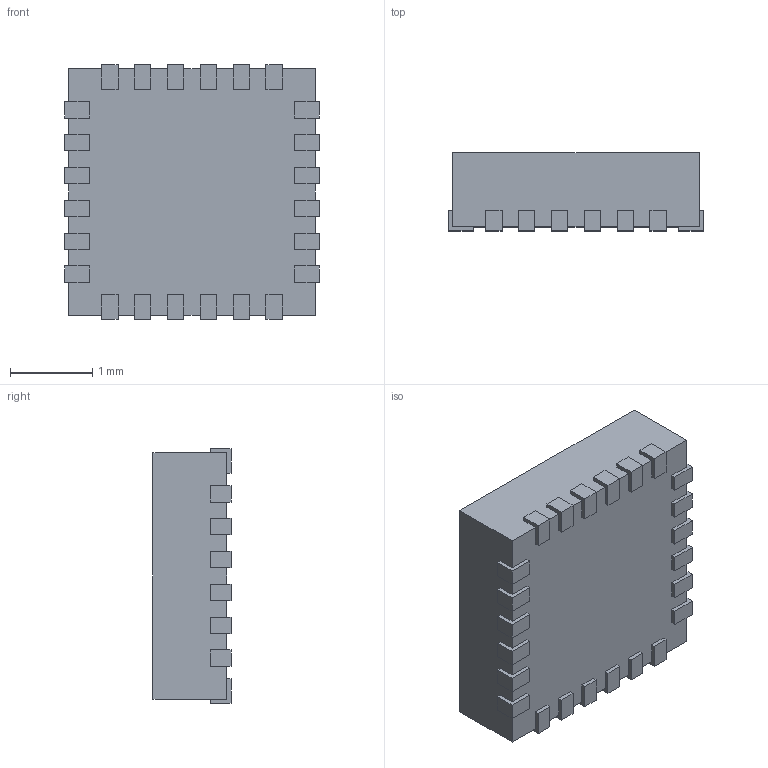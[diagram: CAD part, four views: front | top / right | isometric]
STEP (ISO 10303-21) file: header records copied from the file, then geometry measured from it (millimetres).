
FILE_DESCRIPTION (( 'STEP AP214' ), '1' );
FILE_NAME ( 'QFN24P40_300X300X95L30X20.STEP', '2017-09-02T21:09:08', ( '' ), ( '' ), 'Part was generated with the free Library Expert Lite available at www.PCBLibraries.com. Removing line will violate the End User License Agreement.', '©2017 PCB Libraries, Inc.', '' );
FILE_SCHEMA (( 'AUTOMOTIVE_DESIGN' ));
Length unit declared in the file: millimetre
Products named in the file (1): QFN24P40_300X300X95L30X20
Bounding box: 3.1 x 0.95 x 3.1 mm (x, y, z)
Volume: 8.2 mm3; surface area: 35.3 mm2
Topology: 25 solids, 25 shells, 201 faces, 450 edges, 300 vertices
Faces by surface type: plane 199, torus 2
Entity records: 6311 total; most frequent: CARTESIAN_POINT 952, ORIENTED_EDGE 900, DIRECTION 860, EDGE_CURVE 450, VECTOR 444, LINE 444, VERTEX_POINT 300, STYLED_ITEM 227
